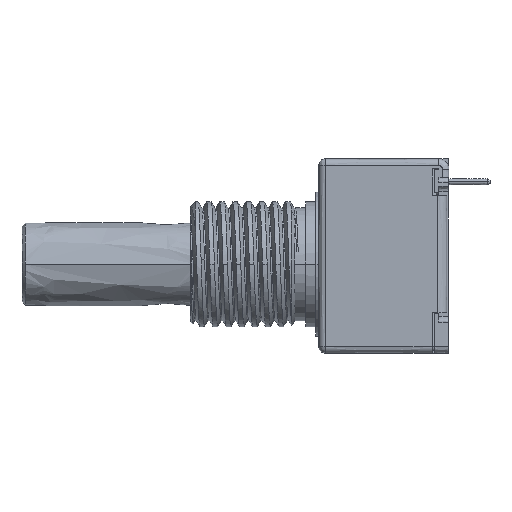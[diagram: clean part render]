
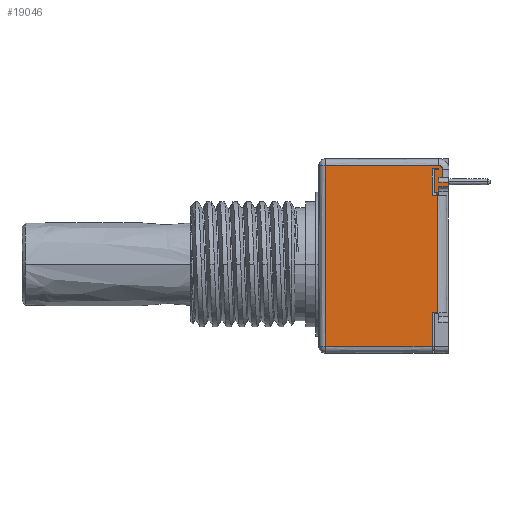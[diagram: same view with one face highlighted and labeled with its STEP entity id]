
A CAD part, left-side view. The second image highlights one B-rep face of the part: STEP entity #19046.
In plain terms, the highlighted free-form (B-spline) face has degree [1, 1] with [2, 2] control points.
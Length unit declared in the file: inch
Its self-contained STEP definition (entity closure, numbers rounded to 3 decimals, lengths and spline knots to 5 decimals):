
#939=DIRECTION('',(0.,0.,1.));
#940=VECTOR('',#939,0.012);
#941=CARTESIAN_POINT('',(-0.2805,-0.006,0.233));
#942=LINE('',#941,#940);
#5694=DIRECTION('',(0.,1.,0.));
#5695=VECTOR('',#5694,0.01031);
#5696=CARTESIAN_POINT('',(-0.2805,0.01169,0.2585));
#5697=LINE('',#5696,#5695);
#5701=DIRECTION('',(0.,0.,1.));
#5702=VECTOR('',#5701,0.0135);
#5703=CARTESIAN_POINT('',(-0.2805,0.022,0.245));
#5704=LINE('',#5703,#5702);
#5708=DIRECTION('',(0.,1.,0.));
#5709=VECTOR('',#5708,0.028);
#5710=CARTESIAN_POINT('',(-0.2805,-0.006,0.245));
#5711=LINE('',#5710,#5709);
#5715=DIRECTION('',(0.,1.,0.));
#5716=VECTOR('',#5715,0.028);
#5717=CARTESIAN_POINT('',(-0.2805,-0.006,0.233));
#5718=LINE('',#5717,#5716);
#5722=DIRECTION('',(0.,0.,1.));
#5723=VECTOR('',#5722,0.02);
#5724=CARTESIAN_POINT('',(-0.2805,0.022,0.213));
#5725=LINE('',#5724,#5723);
#5729=DIRECTION('',(0.,-1.,0.));
#5730=VECTOR('',#5729,0.014);
#5731=CARTESIAN_POINT('',(-0.2805,0.036,0.213));
#5732=LINE('',#5731,#5730);
#5736=DIRECTION('',(0.,0.,1.));
#5737=VECTOR('',#5736,0.07);
#5738=CARTESIAN_POINT('',(-0.2805,0.036,0.213));
#5739=LINE('',#5738,#5737);
#5743=DIRECTION('',(0.,-1.,0.));
#5744=VECTOR('',#5743,0.014);
#5745=CARTESIAN_POINT('',(-0.2805,0.036,0.283));
#5746=LINE('',#5745,#5744);
#5750=DIRECTION('',(0.,0.,1.));
#5751=VECTOR('',#5750,0.001);
#5752=CARTESIAN_POINT('',(-0.2805,0.022,0.283));
#5753=LINE('',#5752,#5751);
#5757=CARTESIAN_POINT('',(-0.2805,0.023,0.284));
#5758=DIRECTION('',(-1.,0.,0.));
#5759=DIRECTION('',(0.,-1.,0.));
#5760=AXIS2_PLACEMENT_3D('',#5757,#5758,#5759);
#5765=DIRECTION('',(0.,1.,0.));
#5766=VECTOR('',#5765,0.019);
#5767=CARTESIAN_POINT('',(-0.2805,0.023,0.285));
#5768=LINE('',#5767,#5766);
#5772=DIRECTION('',(0.,0.,1.));
#5773=VECTOR('',#5772,0.08);
#5774=CARTESIAN_POINT('',(-0.2805,0.042,0.205));
#5775=LINE('',#5774,#5773);
#5779=DIRECTION('',(0.,0.,1.));
#5780=VECTOR('',#5779,0.10131);
#5781=CARTESIAN_POINT('',(-0.2805,0.042,-0.24631));
#5782=LINE('',#5781,#5780);
#5786=CARTESIAN_POINT('',(-0.2805,0.023,0.284));
#5787=DIRECTION('',(1.,0.,0.));
#5788=DIRECTION('',(0.,0.,1.));
#5789=AXIS2_PLACEMENT_3D('',#5786,#5787,#5788);
#5794=DIRECTION('',(0.,0.,-1.));
#5795=VECTOR('',#5794,0.0255);
#5796=CARTESIAN_POINT('',(-0.2805,0.01169,0.284));
#5797=LINE('',#5796,#5795);
#5874=DIRECTION('',(0.,-1.,0.));
#5875=VECTOR('',#5874,0.017);
#5876=CARTESIAN_POINT('',(-0.2805,0.042,-0.145));
#5877=LINE('',#5876,#5875);
#5949=DIRECTION('',(0.,-1.,0.));
#5950=VECTOR('',#5949,0.017);
#5951=CARTESIAN_POINT('',(-0.2805,0.042,0.205));
#5952=LINE('',#5951,#5950);
#6013=DIRECTION('',(0.,0.,1.));
#6014=VECTOR('',#6013,0.35);
#6015=CARTESIAN_POINT('',(-0.2805,0.025,-0.145));
#6016=LINE('',#6015,#6014);
#6582=DIRECTION('',(0.,1.,0.));
#6583=VECTOR('',#6582,0.33831);
#6584=CARTESIAN_POINT('',(-0.2805,0.023,0.29531));
#6585=LINE('',#6584,#6583);
#6628=DIRECTION('',(0.,0.,1.));
#6629=VECTOR('',#6628,0.54163);
#6630=CARTESIAN_POINT('',(-0.2805,0.36131,-0.24631));
#6631=LINE('',#6630,#6629);
#6704=DIRECTION('',(0.,-1.,0.));
#6705=VECTOR('',#6704,0.31931);
#6706=CARTESIAN_POINT('',(-0.2805,0.36131,-0.24631));
#6707=LINE('',#6706,#6705);
#11655=CARTESIAN_POINT('',(-0.2805,0.36131,-0.24631));
#11656=CARTESIAN_POINT('',(-0.2805,0.36131,0.29531));
#11657=VERTEX_POINT('',#11655);
#11658=VERTEX_POINT('',#11656);
#11705=CARTESIAN_POINT('',(-0.2805,0.042,-0.24631));
#11707=VERTEX_POINT('',#11705);
#11757=CARTESIAN_POINT('',(-0.2805,0.025,-0.145));
#11759=VERTEX_POINT('',#11757);
#11763=CARTESIAN_POINT('',(-0.2805,0.025,0.205));
#11765=VERTEX_POINT('',#11763);
#11773=CARTESIAN_POINT('',(-0.2805,0.042,-0.145));
#11774=VERTEX_POINT('',#11773);
#11777=CARTESIAN_POINT('',(-0.2805,0.042,0.205));
#11778=VERTEX_POINT('',#11777);
#11837=CARTESIAN_POINT('',(-0.2805,0.022,0.284));
#11838=CARTESIAN_POINT('',(-0.2805,0.023,0.285));
#11839=VERTEX_POINT('',#11837);
#11840=VERTEX_POINT('',#11838);
#11851=CARTESIAN_POINT('',(-0.2805,0.01169,0.2585));
#11852=VERTEX_POINT('',#11851);
#11853=CARTESIAN_POINT('',(-0.2805,0.023,0.29531));
#11854=VERTEX_POINT('',#11853);
#11855=CARTESIAN_POINT('',(-0.2805,0.01169,0.284));
#11856=VERTEX_POINT('',#11855);
#11917=CARTESIAN_POINT('',(-0.2805,0.042,0.285));
#11918=VERTEX_POINT('',#11917);
#12417=CARTESIAN_POINT('',(-0.2805,-0.006,0.233));
#12418=CARTESIAN_POINT('',(-0.2805,0.022,0.233));
#12419=VERTEX_POINT('',#12417);
#12420=VERTEX_POINT('',#12418);
#12437=CARTESIAN_POINT('',(-0.2805,-0.006,0.245));
#12438=VERTEX_POINT('',#12437);
#12449=CARTESIAN_POINT('',(-0.2805,0.022,0.245));
#12450=VERTEX_POINT('',#12449);
#12473=CARTESIAN_POINT('',(-0.2805,0.036,0.213));
#12474=CARTESIAN_POINT('',(-0.2805,0.036,0.283));
#12475=VERTEX_POINT('',#12473);
#12476=VERTEX_POINT('',#12474);
#12483=CARTESIAN_POINT('',(-0.2805,0.022,0.213));
#12484=VERTEX_POINT('',#12483);
#13253=CARTESIAN_POINT('',(-0.2805,0.022,0.2585));
#13255=VERTEX_POINT('',#13253);
#13261=CARTESIAN_POINT('',(-0.2805,0.022,0.283));
#13263=VERTEX_POINT('',#13261);
#19002=CARTESIAN_POINT('',(-0.2805,-0.01335,-0.25715));
#19003=CARTESIAN_POINT('',(-0.2805,0.36866,-0.25715));
#19004=CARTESIAN_POINT('',(-0.2805,-0.01335,0.30615));
#19005=CARTESIAN_POINT('',(-0.2805,0.36866,0.30615));
#19006=B_SPLINE_SURFACE_WITH_KNOTS('',1,1,((#19002,#19003),(#19004,#19005)),
.UNSPECIFIED.,.F.,.F.,.F.,(2,2),(2,2),(0.00885,0.57215),(
-0.01335,0.36866),.UNSPECIFIED.);
#19008=ORIENTED_EDGE('',*,*,#19007,.T.);
#19009=ORIENTED_EDGE('',*,*,#17687,.F.);
#19011=ORIENTED_EDGE('',*,*,#19010,.F.);
#19012=ORIENTED_EDGE('',*,*,#13644,.F.);
#19014=ORIENTED_EDGE('',*,*,#19013,.T.);
#19015=ORIENTED_EDGE('',*,*,#17605,.F.);
#19017=ORIENTED_EDGE('',*,*,#19016,.F.);
#19018=ORIENTED_EDGE('',*,*,#17877,.T.);
#19019=ORIENTED_EDGE('',*,*,#18311,.T.);
#19021=ORIENTED_EDGE('',*,*,#19020,.T.);
#19023=ORIENTED_EDGE('',*,*,#19022,.T.);
#19025=ORIENTED_EDGE('',*,*,#19024,.T.);
#19026=ORIENTED_EDGE('',*,*,#18154,.F.);
#19028=ORIENTED_EDGE('',*,*,#19027,.T.);
#19030=ORIENTED_EDGE('',*,*,#19029,.F.);
#19032=ORIENTED_EDGE('',*,*,#19031,.F.);
#19033=ORIENTED_EDGE('',*,*,#18178,.F.);
#19035=ORIENTED_EDGE('',*,*,#19034,.F.);
#19037=ORIENTED_EDGE('',*,*,#19036,.T.);
#19039=ORIENTED_EDGE('',*,*,#19038,.F.);
#19041=ORIENTED_EDGE('',*,*,#19040,.T.);
#19043=ORIENTED_EDGE('',*,*,#19042,.T.);
#19044=EDGE_LOOP('',(#19008,#19009,#19011,#19012,#19014,#19015,#19017,#19018,
#19019,#19021,#19023,#19025,#19026,#19028,#19030,#19032,#19033,#19035,#19037,
#19039,#19041,#19043));
#19045=FACE_OUTER_BOUND('',#19044,.F.);
#19046=ADVANCED_FACE('',(#19045),#19006,.T.);
#5761=CIRCLE('',#5760,0.001);
#5790=CIRCLE('',#5789,0.01131);
#13644=EDGE_CURVE('',#12419,#12438,#942,.T.);
#17605=EDGE_CURVE('',#12484,#12420,#5725,.T.);
#17687=EDGE_CURVE('',#12450,#13255,#5704,.T.);
#17877=EDGE_CURVE('',#12475,#12476,#5739,.T.);
#18154=EDGE_CURVE('',#11778,#11918,#5775,.T.);
#18178=EDGE_CURVE('',#11707,#11774,#5782,.T.);
#18311=EDGE_CURVE('',#12476,#13263,#5746,.T.);
#19007=EDGE_CURVE('',#11852,#13255,#5697,.T.);
#19010=EDGE_CURVE('',#12438,#12450,#5711,.T.);
#19013=EDGE_CURVE('',#12419,#12420,#5718,.T.);
#19016=EDGE_CURVE('',#12475,#12484,#5732,.T.);
#19020=EDGE_CURVE('',#13263,#11839,#5753,.T.);
#19022=EDGE_CURVE('',#11839,#11840,#5761,.T.);
#19024=EDGE_CURVE('',#11840,#11918,#5768,.T.);
#19027=EDGE_CURVE('',#11778,#11765,#5952,.T.);
#19029=EDGE_CURVE('',#11759,#11765,#6016,.T.);
#19031=EDGE_CURVE('',#11774,#11759,#5877,.T.);
#19034=EDGE_CURVE('',#11657,#11707,#6707,.T.);
#19036=EDGE_CURVE('',#11657,#11658,#6631,.T.);
#19038=EDGE_CURVE('',#11854,#11658,#6585,.T.);
#19040=EDGE_CURVE('',#11854,#11856,#5790,.T.);
#19042=EDGE_CURVE('',#11856,#11852,#5797,.T.);
